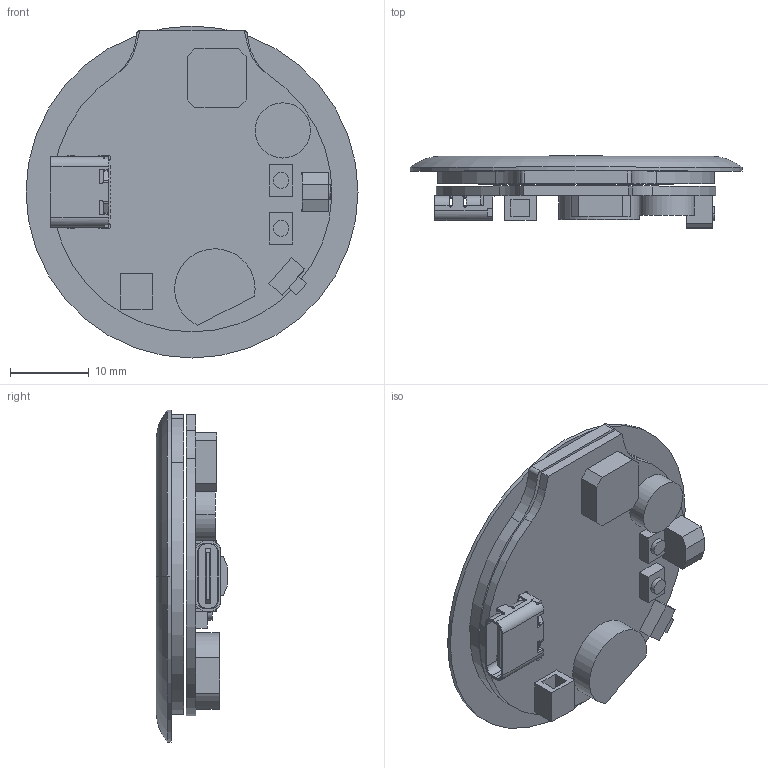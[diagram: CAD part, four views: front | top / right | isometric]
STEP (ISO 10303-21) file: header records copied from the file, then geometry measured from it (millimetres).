
FILE_DESCRIPTION((''),'2;1');
FILE_NAME('CROWPANEL-ESP32-DISPLAY_ASM','2025-03-25T15:10:10',('wgx'),(''),'CREO PARAMETRIC BY PTC INC, 2019224','CREO PARAMETRIC BY PTC INC, 2019224','');
FILE_SCHEMA(('CONFIG_CONTROL_DESIGN','SHAPE_APPEARANCE_LAYERS_GROUPS'));
Length unit declared in the file: millimetre
Products named in the file (7): LCD-MIANBAN; LCD-JIAOTIE; LCD_ASM; PCB; TYPE_C_20241129; LCD-PCBA_ASM; CROWPANEL-ESP32-DISPLAY_ASM
Assembly tree (6 placements, depth 3):
  CROWPANEL-ESP32-DISPLAY_ASM
    LCD_ASM
      LCD-MIANBAN
      LCD-JIAOTIE
    LCD-PCBA_ASM
      PCB
      TYPE_C_20241129
Bounding box: 42.1 x 9.1 x 42.1 mm (x, y, z)
Volume: 5987.2 mm3; surface area: 8254.9 mm2
Topology: 4 solids, 4 shells, 387 faces, 1066 edges, 696 vertices
Faces by surface type: plane 264, cylinder 113, cone 8, torus 2
Entity records: 18540 total; most frequent: CARTESIAN_POINT 2313, ORIENTED_EDGE 2132, DIRECTION 2106, PRESENTATION_STYLE_ASSIGNMENT 1456, STYLED_ITEM 1396, CURVE_STYLE 1066, EDGE_CURVE 1066, VECTOR 798
